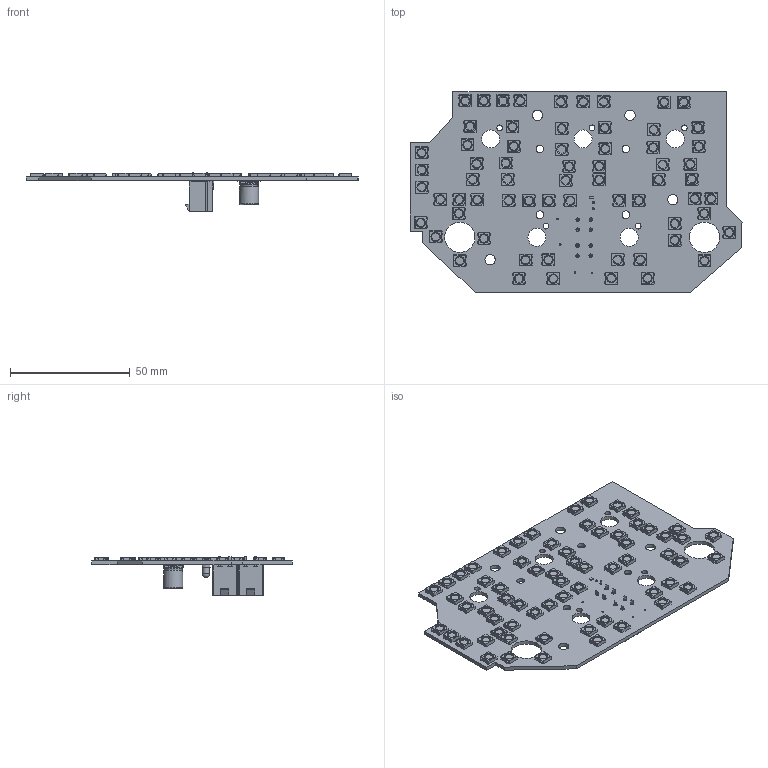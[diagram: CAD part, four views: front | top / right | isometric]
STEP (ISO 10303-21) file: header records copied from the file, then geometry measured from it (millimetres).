
FILE_DESCRIPTION(('KiCad electronic assembly'),'2;1');
FILE_NAME('INTR LT PANEL.step','2023-05-28T07:17:14',('Pcbnew'),('Kicad' ),'Open CASCADE STEP processor 7.6','KiCad to STEP converter', 'Unknown');
FILE_SCHEMA(('AUTOMOTIVE_DESIGN { 1 0 10303 214 1 1 1 1 }'));
Length unit declared in the file: millimetre
Products named in the file (12): INTR LT PANEL 1; LED_WS2812B_PLCC4_5.0x5.0mm_P3.2mm; SOLID; R_0603_1608Metric; CP_Elec_8x10; LED_D3.0mm_GREEN; Molex_Mini-Fit_Jr_5566-04A_2x02_P4.20mm_Vertical; INTR LT PANEL PCB
Assembly tree (76 placements, depth 3):
  INTR LT PANEL 1
    LED_WS2812B_PLCC4_5.0x5.0mm_P3.2mm  x65
      SOLID
    R_0603_1608Metric
      SOLID
    CP_Elec_8x10
      SOLID
    LED_D3.0mm_GREEN
      SOLID
    Molex_Mini-Fit_Jr_5566-04A_2x02_P4.20mm_Vertical  x2
      SOLID
    INTR LT PANEL PCB
Bounding box: 138.91 x 83.9 x 16.3 mm (x, y, z)
Volume: 19753.7 mm3; surface area: 30090.2 mm2
Topology: 71 solids, 71 shells, 4810 faces, 14099 edges, 9262 vertices
Faces by surface type: plane 3251, cylinder 1486, cone 65, torus 4, bspline 2, revolution 1, sphere 1
Full cylindrical faces by diameter (mm): 0.7 x4, 0.9 x2, 1.4 x8, 2.38 x5, 3 x1, 3.2 x4, 3.333 x65, 4.3 x4, 7.54 x5, 8 x2, 12.7 x2
Entity records: 24766 total; most frequent: CARTESIAN_POINT 4971, DIRECTION 3515, LINE 2346, VECTOR 2346, ORIENTED_EDGE 1786, PCURVE 1786, DEFINITIONAL_REPRESENTATION 1786, EDGE_CURVE 893
